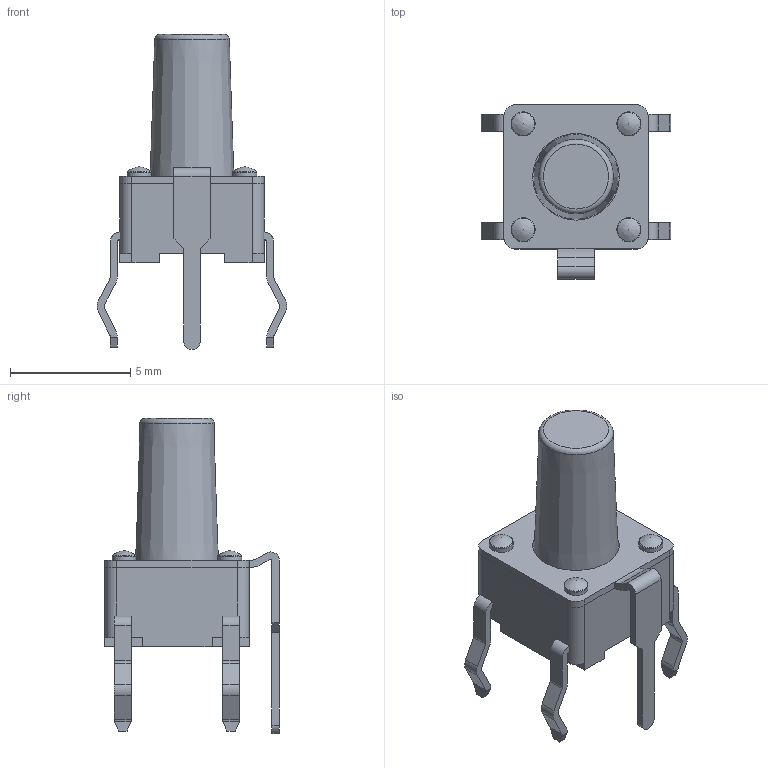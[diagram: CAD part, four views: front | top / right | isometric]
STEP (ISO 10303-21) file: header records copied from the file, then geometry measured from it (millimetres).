
FILE_DESCRIPTION(/* description */ (''),/* implementation_level */ '2;1');
FILE_NAME(/* name */ 'TLE1105BFxxxQ.stp',/* time_stamp */ '2025-06-04T12:54:38-05:00',/* author */ ('mroman'),/* organization */ (''),/* preprocessor_version */ 'ST-DEVELOPER v18.1',/* originating_system */ 'Autodesk Inventor 2022',/* authorisation */ '');
FILE_SCHEMA (('AUTOMOTIVE_DESIGN { 1 0 10303 214 3 1 1 }'));
Length unit declared in the file: centimetre
Products named in the file (1): TLE1105BFxxxQ
Bounding box: 7.9 x 7.25 x 13.1 mm (x, y, z)
Volume: 150.3 mm3; surface area: 387.2 mm2
Topology: 1 solids, 2 shells, 259 faces, 676 edges, 432 vertices
Faces by surface type: plane 152, cylinder 92, torus 9, bspline 5, cone 1
Full cylindrical faces by diameter (mm): 1 x4, 3.6 x1, 5 x1
Entity records: 8055 total; most frequent: CARTESIAN_POINT 1569, DIRECTION 1352, ORIENTED_EDGE 1342, EDGE_CURVE 671, LINE 476, VECTOR 476, AXIS2_PLACEMENT_3D 438, VERTEX_POINT 432
